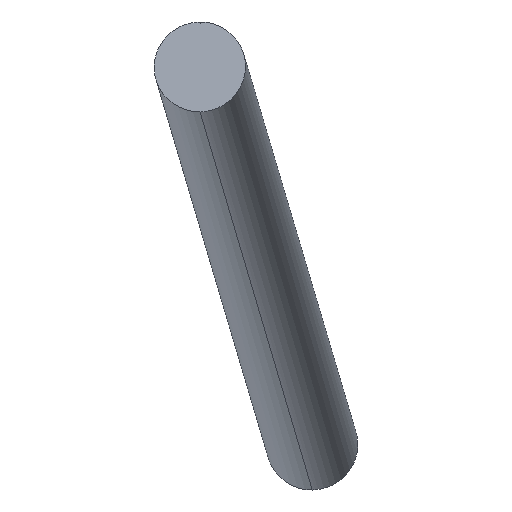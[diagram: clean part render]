
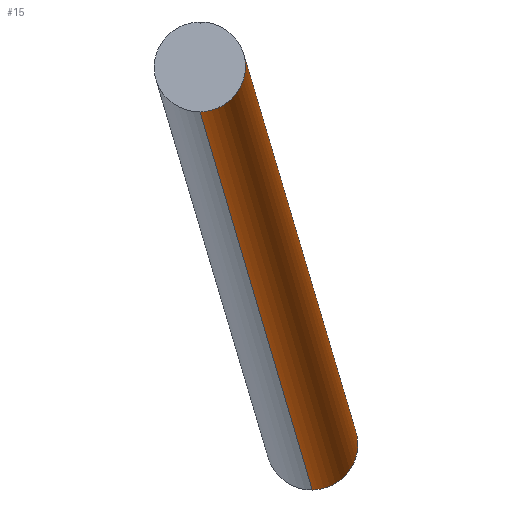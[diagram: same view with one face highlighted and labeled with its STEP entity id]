
A CAD part, left-side view. The second image highlights one B-rep face of the part: STEP entity #15.
In plain terms, the highlighted free-form (B-spline) face has degree [2, 1] with [5, 2] control points.
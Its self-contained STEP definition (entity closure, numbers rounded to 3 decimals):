
#15=ADVANCED_FACE('',(#19),#57,.T.);
#19=FACE_OUTER_BOUND('',#23,.T.);
#23=EDGE_LOOP('',(#27,#28,#29,#30));
#27=ORIENTED_EDGE('',*,*,#42,.T.);
#28=ORIENTED_EDGE('',*,*,#41,.F.);
#29=ORIENTED_EDGE('',*,*,#40,.F.);
#30=ORIENTED_EDGE('',*,*,#39,.T.);
#39=EDGE_CURVE('',#51,#53,#45,.T.);
#40=EDGE_CURVE('',#51,#52,#46,.T.);
#41=EDGE_CURVE('',#52,#54,#47,.T.);
#42=EDGE_CURVE('',#53,#54,#48,.T.);
#45=(
BOUNDED_CURVE()
B_SPLINE_CURVE(2,(#115,#116,#117,#118,#119),.UNSPECIFIED.,.F.,.F.)
B_SPLINE_CURVE_WITH_KNOTS((3,2,3),(0.,3.142,6.283),
 .UNSPECIFIED.)
CURVE()
GEOMETRIC_REPRESENTATION_ITEM()
RATIONAL_B_SPLINE_CURVE((1.,0.707,1.,0.707,1.))
REPRESENTATION_ITEM('')
);
#46=(
BOUNDED_CURVE()
B_SPLINE_CURVE(1,(#120,#121),.UNSPECIFIED.,.F.,.F.)
B_SPLINE_CURVE_WITH_KNOTS((2,2),(0.,85.941),.UNSPECIFIED.)
CURVE()
GEOMETRIC_REPRESENTATION_ITEM()
RATIONAL_B_SPLINE_CURVE((1.,1.))
REPRESENTATION_ITEM('')
);
#47=(
BOUNDED_CURVE()
B_SPLINE_CURVE(2,(#122,#123,#124,#125,#126),.UNSPECIFIED.,.F.,.F.)
B_SPLINE_CURVE_WITH_KNOTS((3,2,3),(0.,3.142,6.283),
 .UNSPECIFIED.)
CURVE()
GEOMETRIC_REPRESENTATION_ITEM()
RATIONAL_B_SPLINE_CURVE((1.,0.707,1.,0.707,1.))
REPRESENTATION_ITEM('')
);
#48=(
BOUNDED_CURVE()
B_SPLINE_CURVE(1,(#127,#128),.UNSPECIFIED.,.F.,.F.)
B_SPLINE_CURVE_WITH_KNOTS((2,2),(0.,85.941),.UNSPECIFIED.)
CURVE()
GEOMETRIC_REPRESENTATION_ITEM()
RATIONAL_B_SPLINE_CURVE((1.,1.))
REPRESENTATION_ITEM('')
);
#51=VERTEX_POINT('',#111);
#52=VERTEX_POINT('',#112);
#53=VERTEX_POINT('',#113);
#54=VERTEX_POINT('',#114);
#57=(
BOUNDED_SURFACE()
B_SPLINE_SURFACE(2,1,((#89,#90),(#91,#92),(#93,#94),(#95,#96),(#97,#98)),
 .UNSPECIFIED.,.F.,.F.,.F.)
B_SPLINE_SURFACE_WITH_KNOTS((3,2,3),(2,2),(0.,3.142,6.283),
(0.,85.941),.UNSPECIFIED.)
GEOMETRIC_REPRESENTATION_ITEM()
RATIONAL_B_SPLINE_SURFACE(((1.,1.),(0.707,0.707),
(1.,1.),(0.707,0.707),(1.,1.)))
REPRESENTATION_ITEM('')
SURFACE()
);
#89=CARTESIAN_POINT('',(58.147,-188.122,-857.367));
#90=CARTESIAN_POINT('',(142.34,-193.03,-873.902));
#91=CARTESIAN_POINT('',(58.035,-190.119,-857.345));
#92=CARTESIAN_POINT('',(142.228,-195.026,-873.88));
#93=CARTESIAN_POINT('',(57.649,-190.119,-859.307));
#94=CARTESIAN_POINT('',(141.842,-195.026,-875.842));
#95=CARTESIAN_POINT('',(57.264,-190.119,-861.27));
#96=CARTESIAN_POINT('',(141.457,-195.026,-877.805));
#97=CARTESIAN_POINT('',(57.376,-188.122,-861.292));
#98=CARTESIAN_POINT('',(141.569,-193.03,-877.827));
#111=CARTESIAN_POINT('',(58.147,-188.122,-857.367));
#112=CARTESIAN_POINT('',(142.34,-193.03,-873.902));
#113=CARTESIAN_POINT('',(57.376,-188.122,-861.292));
#114=CARTESIAN_POINT('',(141.569,-193.03,-877.827));
#115=CARTESIAN_POINT('',(58.147,-188.122,-857.367));
#116=CARTESIAN_POINT('',(58.035,-190.119,-857.345));
#117=CARTESIAN_POINT('',(57.649,-190.119,-859.307));
#118=CARTESIAN_POINT('',(57.264,-190.119,-861.27));
#119=CARTESIAN_POINT('',(57.376,-188.122,-861.292));
#120=CARTESIAN_POINT('',(58.147,-188.122,-857.367));
#121=CARTESIAN_POINT('',(142.34,-193.03,-873.902));
#122=CARTESIAN_POINT('',(142.34,-193.03,-873.902));
#123=CARTESIAN_POINT('',(142.228,-195.026,-873.88));
#124=CARTESIAN_POINT('',(141.842,-195.026,-875.842));
#125=CARTESIAN_POINT('',(141.457,-195.026,-877.805));
#126=CARTESIAN_POINT('',(141.569,-193.03,-877.827));
#127=CARTESIAN_POINT('',(57.376,-188.122,-861.292));
#128=CARTESIAN_POINT('',(141.569,-193.03,-877.827));
